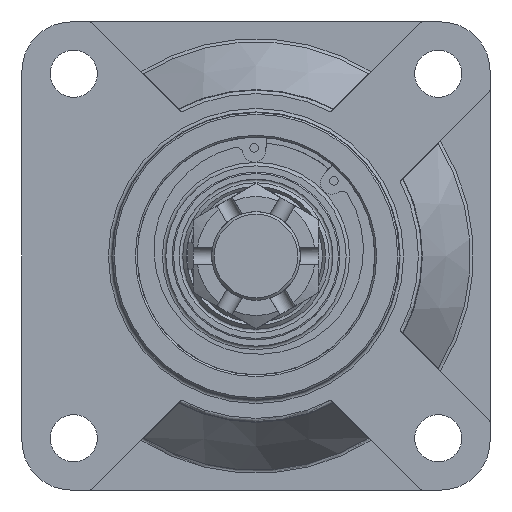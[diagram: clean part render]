
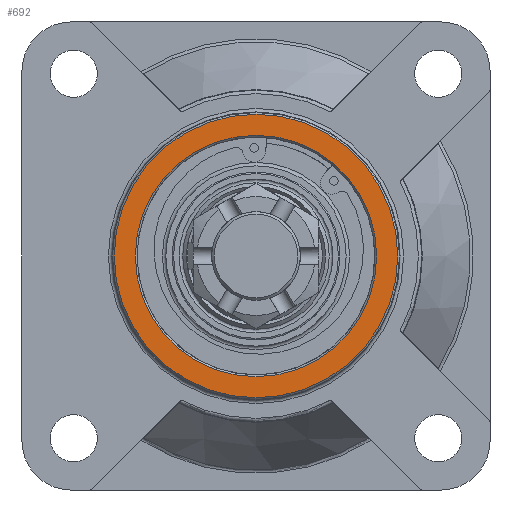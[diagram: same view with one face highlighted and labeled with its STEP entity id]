
A CAD part, left-side view. The second image highlights one B-rep face of the part: STEP entity #692.
In plain terms, the highlighted planar face has unit normal (-1, 0, 0).
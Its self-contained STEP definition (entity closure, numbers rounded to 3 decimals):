
#692 = ADVANCED_FACE( '', ( #1450, #1451 ), #1452, .F. );
#1450 = FACE_OUTER_BOUND( '', #2375, .T. );
#1451 = FACE_BOUND( '', #2376, .T. );
#1452 = PLANE( '', #2377 );
#2375 = EDGE_LOOP( '', ( #3810 ) );
#2376 = EDGE_LOOP( '', ( #3811 ) );
#2377 = AXIS2_PLACEMENT_3D( '', #3812, #3813, #3814 );
#3810 = ORIENTED_EDGE( '', *, *, #5104, .F. );
#3811 = ORIENTED_EDGE( '', *, *, #5464, .T. );
#3812 = CARTESIAN_POINT( '', ( -46., 0., 0. ) );
#3813 = DIRECTION( '', ( 1., 0., 0. ) );
#3814 = DIRECTION( '', ( 0., 0., -1. ) );
#5104 = EDGE_CURVE( '', #5994, #5994, #5995, .T. );
#5464 = EDGE_CURVE( '', #6557, #6557, #6558, .T. );
#5994 = VERTEX_POINT( '', #7314 );
#5995 = CIRCLE( '', #7315, 40.6 );
#6557 = VERTEX_POINT( '', #8502 );
#6558 = CIRCLE( '', #8503, 34.55 );
#7314 = CARTESIAN_POINT( '', ( -46., 0., -40.6 ) );
#7315 = AXIS2_PLACEMENT_3D( '', #9283, #9284, #9285 );
#8502 = CARTESIAN_POINT( '', ( -46., 0., -34.55 ) );
#8503 = AXIS2_PLACEMENT_3D( '', #9715, #9716, #9717 );
#9283 = CARTESIAN_POINT( '', ( -46., 0., 0. ) );
#9284 = DIRECTION( '', ( 1., 0., 0. ) );
#9285 = DIRECTION( '', ( 0., 0., -1. ) );
#9715 = CARTESIAN_POINT( '', ( -46., 0., 0. ) );
#9716 = DIRECTION( '', ( 1., 0., 0. ) );
#9717 = DIRECTION( '', ( 0., 0., -1. ) );
